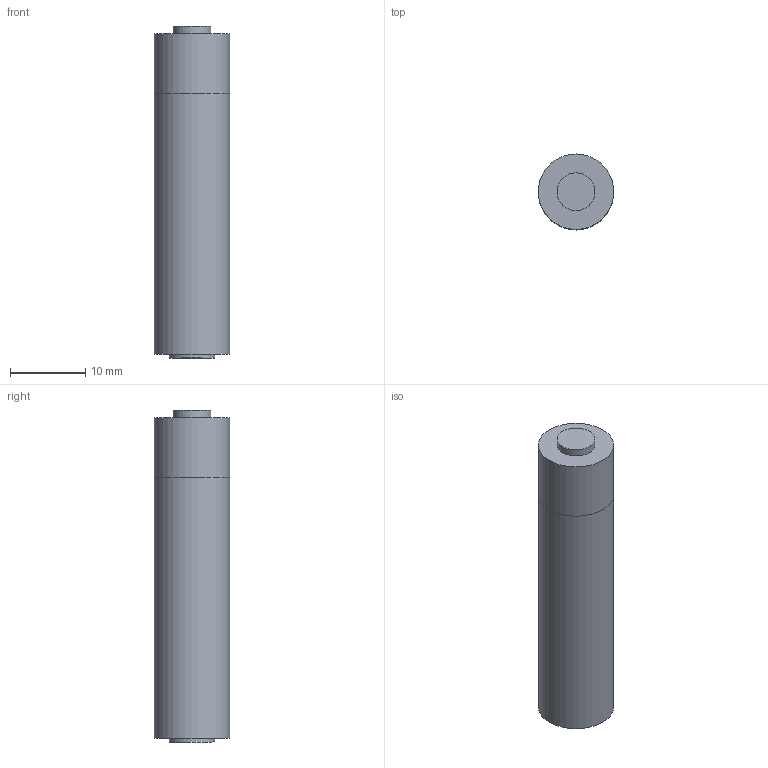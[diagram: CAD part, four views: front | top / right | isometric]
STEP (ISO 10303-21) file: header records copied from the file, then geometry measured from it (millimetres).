
FILE_DESCRIPTION(('FreeCAD Model'),'2;1');
FILE_NAME( 'AAA_Zelle.step', '2021-01-25T20:40:28',('Author'),(''), 'Open CASCADE STEP processor 7.3','FreeCAD','Unknown');
FILE_SCHEMA(('AUTOMOTIVE_DESIGN { 1 0 10303 214 1 1 1 1 }'));
Length unit declared in the file: millimetre
Products named in the file (1): AAA_Zelle
Bounding box: 10 x 10 x 44 mm (x, y, z)
Volume: 3371.7 mm3; surface area: 1674.5 mm2
Topology: 2 solids, 2 shells, 10 faces, 12 edges, 8 vertices
Faces by surface type: plane 6, cylinder 4
Full cylindrical faces by diameter (mm): 5 x1, 6 x1, 10 x2
Entity records: 425 total; most frequent: CARTESIAN_POINT 71, DIRECTION 50, ORIENTED_EDGE 24, PCURVE 24, DEFINITIONAL_REPRESENTATION 24, AXIS2_PLACEMENT_3D 19, CIRCLE 16, B_SPLINE_CURVE_WITH_KNOTS 16
